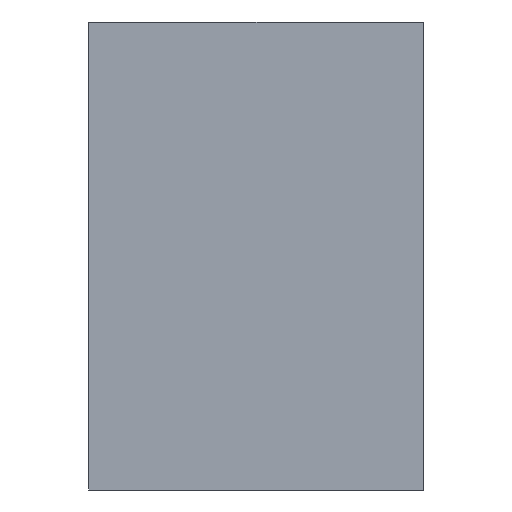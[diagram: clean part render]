
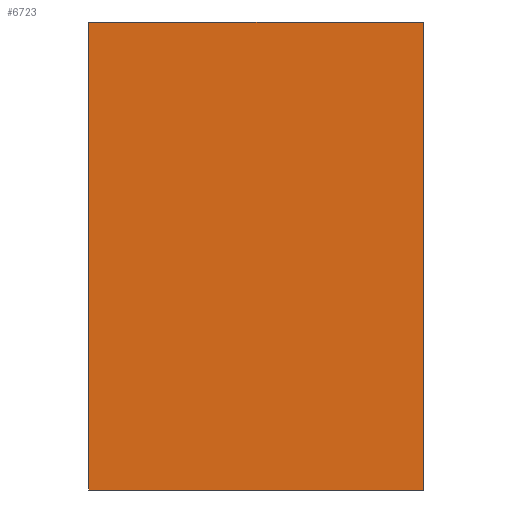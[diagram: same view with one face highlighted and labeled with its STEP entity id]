
A CAD part, front view. The second image highlights one B-rep face of the part: STEP entity #6723.
In plain terms, the highlighted planar face has unit normal (0, -1, 0).
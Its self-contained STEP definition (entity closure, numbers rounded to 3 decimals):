
#177=PLANE('',#7138);
#498=FACE_OUTER_BOUND('',#873,.T.);
#873=EDGE_LOOP('',(#5087,#5088,#5089,#5090));
#1393=LINE('',#9962,#2248);
#1394=LINE('',#9964,#2249);
#1395=LINE('',#9966,#2250);
#1396=LINE('',#9967,#2251);
#2248=VECTOR('',#7962,10.);
#2249=VECTOR('',#7963,10.);
#2250=VECTOR('',#7964,10.);
#2251=VECTOR('',#7965,10.);
#3168=VERTEX_POINT('',#9960);
#3169=VERTEX_POINT('',#9961);
#3170=VERTEX_POINT('',#9963);
#3171=VERTEX_POINT('',#9965);
#3897=EDGE_CURVE('',#3168,#3169,#1393,.T.);
#3898=EDGE_CURVE('',#3169,#3170,#1394,.T.);
#3899=EDGE_CURVE('',#3170,#3171,#1395,.T.);
#3900=EDGE_CURVE('',#3171,#3168,#1396,.T.);
#5087=ORIENTED_EDGE('',*,*,#3897,.T.);
#5088=ORIENTED_EDGE('',*,*,#3898,.T.);
#5089=ORIENTED_EDGE('',*,*,#3899,.T.);
#5090=ORIENTED_EDGE('',*,*,#3900,.T.);
#6723=ADVANCED_FACE('',(#498),#177,.T.);
#7138=AXIS2_PLACEMENT_3D('',#9959,#7960,#7961);
#7960=DIRECTION('center_axis',(0.,-1.,0.));
#7961=DIRECTION('ref_axis',(0.,0.,-1.));
#7962=DIRECTION('',(0.,0.,-1.));
#7963=DIRECTION('',(1.,0.,0.));
#7964=DIRECTION('',(0.,0.,1.));
#7965=DIRECTION('',(-1.,0.,0.));
#9959=CARTESIAN_POINT('Origin',(0.15,-3.64,0.));
#9960=CARTESIAN_POINT('',(-35.2,-3.64,49.5));
#9961=CARTESIAN_POINT('',(-35.2,-3.64,-49.5));
#9962=CARTESIAN_POINT('',(-35.2,-3.64,49.5));
#9963=CARTESIAN_POINT('',(35.5,-3.64,-49.5));
#9964=CARTESIAN_POINT('',(-35.2,-3.64,-49.5));
#9965=CARTESIAN_POINT('',(35.5,-3.64,49.5));
#9966=CARTESIAN_POINT('',(35.5,-3.64,-49.5));
#9967=CARTESIAN_POINT('',(35.5,-3.64,49.5));
